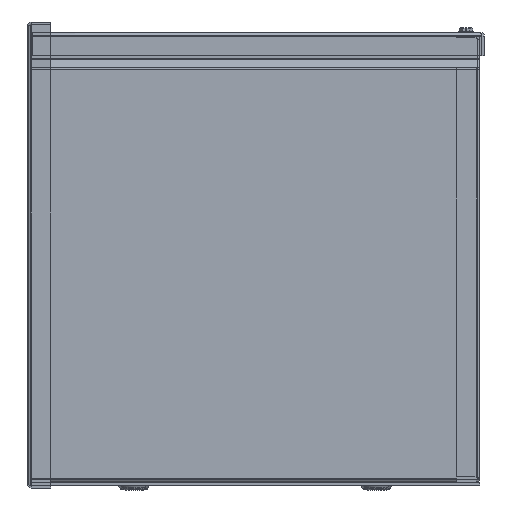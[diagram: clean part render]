
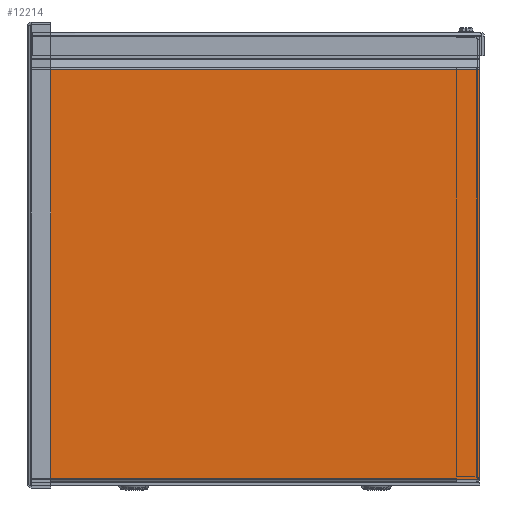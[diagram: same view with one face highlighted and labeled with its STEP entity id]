
A CAD part, left-side view. The second image highlights one B-rep face of the part: STEP entity #12214.
In plain terms, the highlighted face is planar.
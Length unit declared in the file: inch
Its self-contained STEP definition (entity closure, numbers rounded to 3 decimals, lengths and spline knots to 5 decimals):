
#1601=LINE('',#27759,#2456);
#1616=LINE('',#27796,#2471);
#1622=LINE('',#27807,#2477);
#1623=LINE('',#27809,#2478);
#1629=LINE('',#27821,#2484);
#1632=LINE('',#27826,#2487);
#1658=LINE('',#27894,#2513);
#1659=LINE('',#27896,#2514);
#2456=VECTOR('',#16898,0.3937);
#2471=VECTOR('',#16937,0.3937);
#2477=VECTOR('',#16945,0.3937);
#2478=VECTOR('',#16948,0.3937);
#2484=VECTOR('',#16958,0.3937);
#2487=VECTOR('',#16963,0.3937);
#2513=VECTOR('',#17039,0.3937);
#2514=VECTOR('',#17042,0.3937);
#2798=PLANE('',#13680);
#3465=FACE_OUTER_BOUND('',#4201,.T.);
#4201=EDGE_LOOP('',(#10846,#10847,#10848,#10849,#10850,#10851,#10852,#10853));
#5752=VERTEX_POINT('',#27756);
#5753=VERTEX_POINT('',#27758);
#5762=VERTEX_POINT('',#27794);
#5763=VERTEX_POINT('',#27795);
#5767=VERTEX_POINT('',#27805);
#5771=VERTEX_POINT('',#27820);
#5772=VERTEX_POINT('',#27824);
#5789=VERTEX_POINT('',#27884);
#7408=EDGE_CURVE('',#5753,#5752,#1601,.T.);
#7426=EDGE_CURVE('',#5762,#5763,#1616,.T.);
#7432=EDGE_CURVE('',#5752,#5767,#1622,.T.);
#7433=EDGE_CURVE('',#5767,#5762,#1623,.T.);
#7439=EDGE_CURVE('',#5753,#5771,#1629,.T.);
#7442=EDGE_CURVE('',#5772,#5763,#1632,.T.);
#7476=EDGE_CURVE('',#5789,#5771,#1658,.T.);
#7477=EDGE_CURVE('',#5789,#5772,#1659,.T.);
#10846=ORIENTED_EDGE('',*,*,#7426,.T.);
#10847=ORIENTED_EDGE('',*,*,#7442,.F.);
#10848=ORIENTED_EDGE('',*,*,#7477,.F.);
#10849=ORIENTED_EDGE('',*,*,#7476,.T.);
#10850=ORIENTED_EDGE('',*,*,#7439,.F.);
#10851=ORIENTED_EDGE('',*,*,#7408,.T.);
#10852=ORIENTED_EDGE('',*,*,#7432,.T.);
#10853=ORIENTED_EDGE('',*,*,#7433,.T.);
#12214=ADVANCED_FACE('',(#3465),#2798,.T.);
#13680=AXIS2_PLACEMENT_3D('',#27897,#17043,#17044);
#16898=DIRECTION('',(0.,-1.,0.));
#16937=DIRECTION('',(-1.,0.,0.));
#16945=DIRECTION('',(1.,0.,0.));
#16948=DIRECTION('',(0.,-1.,0.));
#16958=DIRECTION('',(1.,0.,0.));
#16963=DIRECTION('',(0.,1.,0.));
#17039=DIRECTION('',(0.,1.,0.));
#17042=DIRECTION('',(-1.,0.,0.));
#17043=DIRECTION('center_axis',(0.,0.,1.));
#17044=DIRECTION('ref_axis',(1.,0.,0.));
#27756=CARTESIAN_POINT('',(-5.48175,-5.40625,0.074));
#27758=CARTESIAN_POINT('',(-5.48175,6.03125,0.074));
#27759=CARTESIAN_POINT('',(-5.48175,3.01562,0.074));
#27794=CARTESIAN_POINT('',(-5.48155,-5.40645,0.074));
#27795=CARTESIAN_POINT('',(-5.513,-5.40645,0.074));
#27796=CARTESIAN_POINT('',(-2.74078,-5.40645,0.074));
#27805=CARTESIAN_POINT('',(-5.48155,-5.40625,0.074));
#27807=CARTESIAN_POINT('',(-2.7565,-5.40625,0.074));
#27809=CARTESIAN_POINT('',(-5.48155,-2.70313,0.074));
#27820=CARTESIAN_POINT('',(5.49256,6.03125,0.074));
#27821=CARTESIAN_POINT('',(-5.513,6.03125,0.074));
#27824=CARTESIAN_POINT('',(-5.513,-6.03125,0.074));
#27826=CARTESIAN_POINT('',(-5.513,-6.03125,0.074));
#27884=CARTESIAN_POINT('',(5.49256,-6.03125,0.074));
#27894=CARTESIAN_POINT('',(5.49256,3.01562,0.074));
#27896=CARTESIAN_POINT('',(5.513,-6.03125,0.074));
#27897=CARTESIAN_POINT('Origin',(0.,0.,
0.074));
